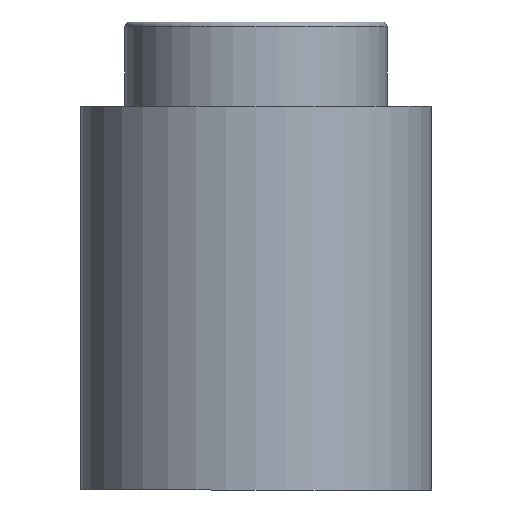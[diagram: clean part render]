
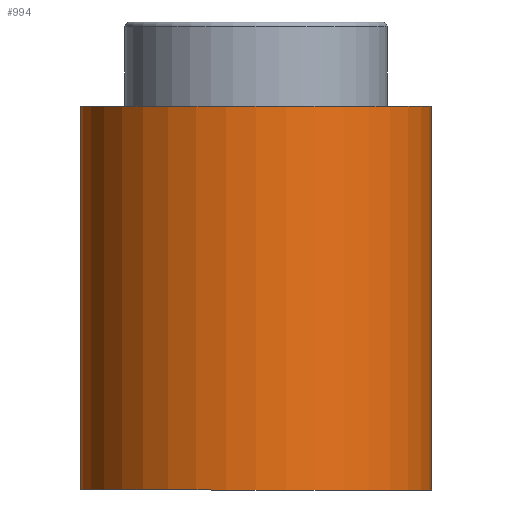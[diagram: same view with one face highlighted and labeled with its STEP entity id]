
A CAD part, front view. The second image highlights one B-rep face of the part: STEP entity #994.
In plain terms, the highlighted cylindrical face has radius 37.5 mm (diameter 75 mm), a partial arc.
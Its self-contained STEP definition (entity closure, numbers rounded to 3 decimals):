
#9 = VERTEX_POINT ( 'NONE', #257 ) ;
#20 = VECTOR ( 'NONE', #193, 1000. ) ;
#83 = ORIENTED_EDGE ( 'NONE', *, *, #317, .F. ) ;
#109 = FACE_OUTER_BOUND ( 'NONE', #727, .T. ) ;
#111 = DIRECTION ( 'NONE',  ( -1., 0., 0. ) ) ;
#158 = DIRECTION ( 'NONE',  ( 0., 0., -1. ) ) ;
#193 = DIRECTION ( 'NONE',  ( 0., 0., -1. ) ) ;
#223 = VERTEX_POINT ( 'NONE', #913 ) ;
#230 = CARTESIAN_POINT ( 'NONE',  ( -37.5, 0., 82. ) ) ;
#257 = CARTESIAN_POINT ( 'NONE',  ( -37.5, 0., 0. ) ) ;
#272 = CIRCLE ( 'NONE', #330, 37.5 ) ;
#317 = EDGE_CURVE ( 'NONE', #223, #9, #819, .T. ) ;
#330 = AXIS2_PLACEMENT_3D ( 'NONE', #563, #862, #436 ) ;
#367 = CARTESIAN_POINT ( 'NONE',  ( -37.5, 0., 0. ) ) ;
#436 = DIRECTION ( 'NONE',  ( -1., 0., 0. ) ) ;
#444 = EDGE_CURVE ( 'NONE', #907, #223, #855, .T. ) ;
#445 = DIRECTION ( 'NONE',  ( 0., 0., -1. ) ) ;
#529 = CARTESIAN_POINT ( 'NONE',  ( 37.5, 0., 0. ) ) ;
#538 = ORIENTED_EDGE ( 'NONE', *, *, #444, .F. ) ;
#563 = CARTESIAN_POINT ( 'NONE',  ( 0., 0., 82. ) ) ;
#589 = CYLINDRICAL_SURFACE ( 'NONE', #719, 37.5 ) ;
#651 = VECTOR ( 'NONE', #1233, 1000. ) ;
#655 = CARTESIAN_POINT ( 'NONE',  ( 0., 0., 0. ) ) ;
#667 = VERTEX_POINT ( 'NONE', #230 ) ;
#719 = AXIS2_PLACEMENT_3D ( 'NONE', #1266, #445, #1076 ) ;
#727 = EDGE_LOOP ( 'NONE', ( #538, #743, #875, #83 ) ) ;
#743 = ORIENTED_EDGE ( 'NONE', *, *, #999, .T. ) ;
#754 = CARTESIAN_POINT ( 'NONE',  ( 37.5, 0., 82. ) ) ;
#819 = CIRCLE ( 'NONE', #1105, 37.5 ) ;
#855 = LINE ( 'NONE', #529, #20 ) ;
#862 = DIRECTION ( 'NONE',  ( 0., 0., -1. ) ) ;
#867 = EDGE_CURVE ( 'NONE', #667, #9, #1114, .T. ) ;
#875 = ORIENTED_EDGE ( 'NONE', *, *, #867, .T. ) ;
#907 = VERTEX_POINT ( 'NONE', #754 ) ;
#913 = CARTESIAN_POINT ( 'NONE',  ( 37.5, 0., 0. ) ) ;
#994 = ADVANCED_FACE ( 'NONE', ( #109 ), #589, .T. ) ;
#999 = EDGE_CURVE ( 'NONE', #907, #667, #272, .T. ) ;
#1076 = DIRECTION ( 'NONE',  ( -1., 0., 0. ) ) ;
#1105 = AXIS2_PLACEMENT_3D ( 'NONE', #655, #158, #111 ) ;
#1114 = LINE ( 'NONE', #367, #651 ) ;
#1233 = DIRECTION ( 'NONE',  ( 0., 0., -1. ) ) ;
#1266 = CARTESIAN_POINT ( 'NONE',  ( 0., 0., 0. ) ) ;
